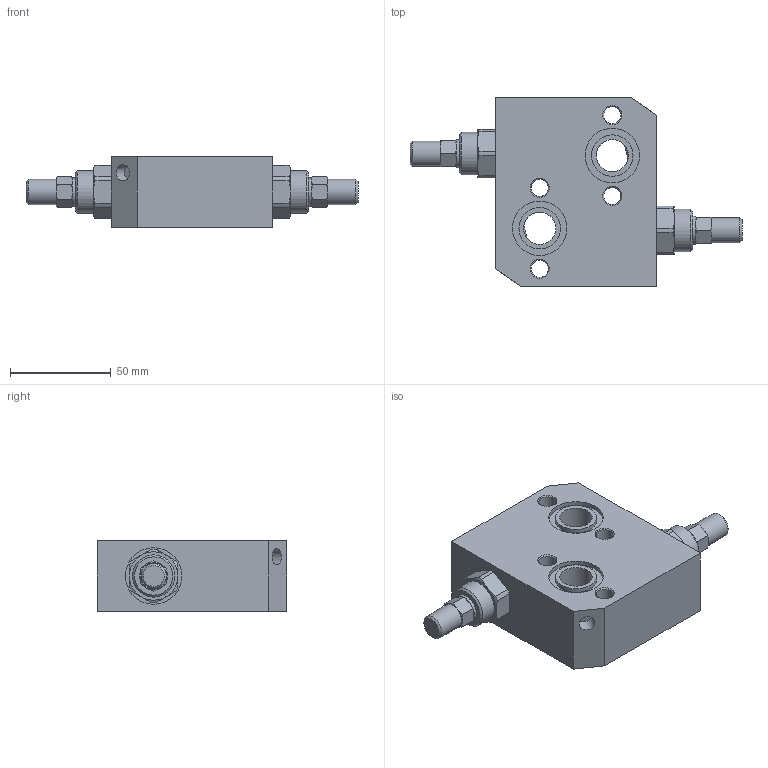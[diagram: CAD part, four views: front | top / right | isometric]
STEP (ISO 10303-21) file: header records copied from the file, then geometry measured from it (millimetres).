
FILE_DESCRIPTION(/* description */ ('Unknown'),/* implementation_level */ '2;1');
FILE_NAME(/* name */ 'V0500',/* time_stamp */ '2018-01-12T17:29:16+01:00',/* author */ ('Unknown'),/* organization */ ('Unknown'),/* preprocessor_version */ 'ST-DEVELOPER v16',/* originating_system */ 'DEX',/* authorisation */ $);
FILE_SCHEMA (('AUTOMOTIVE_DESIGN {1 0 10303 214 3 1 1}'));
Length unit declared in the file: millimetre
Products named in the file (1): V0500
Bounding box: 164.4 x 94 x 35 mm (x, y, z)
Volume: 251968.1 mm3; surface area: 38817.5 mm2
Topology: 1 solids, 1 shells, 144 faces, 316 edges, 196 vertices
Faces by surface type: plane 56, cone 48, cylinder 40
Full cylindrical faces by diameter (mm): 8 x2, 8.5 x6, 12.5 x2, 13.5 x4, 14 x2, 16 x2, 18.631 x2, 20.5 x2, 21 x2, 27 x2, 28 x2
Entity records: 5084 total; most frequent: CARTESIAN_POINT 1175, DIRECTION 609, ORIENTED_EDGE 542, EDGE_CURVE 271, AXIS2_PLACEMENT_3D 269, EDGE_LOOP 217, FACE_BOUND 217, VERTEX_POINT 190
